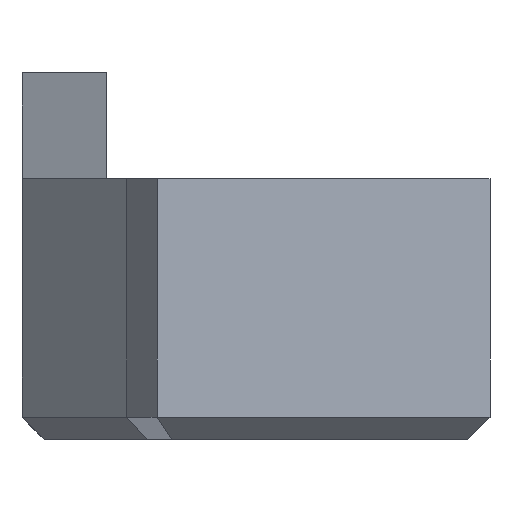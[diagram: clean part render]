
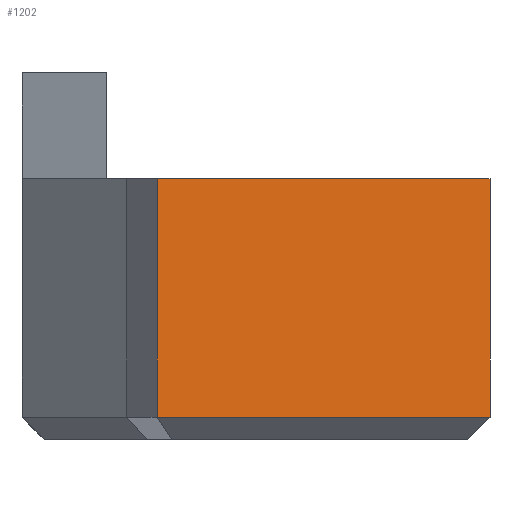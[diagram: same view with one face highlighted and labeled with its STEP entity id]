
A CAD part, left-side view. The second image highlights one B-rep face of the part: STEP entity #1202.
In plain terms, the highlighted planar face has unit normal (-0.73, -0.683, 0).
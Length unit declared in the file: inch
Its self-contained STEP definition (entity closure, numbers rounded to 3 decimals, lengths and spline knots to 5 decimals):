
#42=PLANE('',#1302);
#111=FACE_OUTER_BOUND('',#182,.T.);
#182=EDGE_LOOP('',(#942,#943,#944,#945));
#318=LINE('',#2361,#419);
#340=LINE('',#2865,#441);
#343=LINE('',#2871,#444);
#344=LINE('',#2872,#445);
#419=VECTOR('',#1458,0.3937);
#441=VECTOR('',#1510,0.3937);
#444=VECTOR('',#1515,39.37008);
#445=VECTOR('',#1516,39.37008);
#547=VERTEX_POINT('',#2358);
#548=VERTEX_POINT('',#2360);
#571=VERTEX_POINT('',#2864);
#573=VERTEX_POINT('',#2870);
#674=EDGE_CURVE('',#547,#548,#318,.T.);
#711=EDGE_CURVE('',#571,#548,#340,.T.);
#714=EDGE_CURVE('',#573,#547,#343,.T.);
#715=EDGE_CURVE('',#573,#571,#344,.T.);
#942=ORIENTED_EDGE('',*,*,#711,.T.);
#943=ORIENTED_EDGE('',*,*,#674,.F.);
#944=ORIENTED_EDGE('',*,*,#714,.F.);
#945=ORIENTED_EDGE('',*,*,#715,.T.);
#1202=ADVANCED_FACE('',(#111),#42,.T.);
#1302=AXIS2_PLACEMENT_3D('',#2869,#1513,#1514);
#1458=DIRECTION('',(0.684,-0.73,0.));
#1510=DIRECTION('',(0.,0.,1.));
#1513=DIRECTION('center_axis',(-0.73,-0.684,0.));
#1514=DIRECTION('ref_axis',(0.684,-0.73,0.));
#1515=DIRECTION('',(0.,0.,1.));
#1516=DIRECTION('',(0.684,-0.73,0.));
#2358=CARTESIAN_POINT('',(-4.91753,1.6212,2.74197));
#2360=CARTESIAN_POINT('',(-4.47442,1.148,2.74197));
#2361=CARTESIAN_POINT('',(-4.13013,0.78033,2.74197));
#2864=CARTESIAN_POINT('',(-4.47442,1.148,2.40297));
#2865=CARTESIAN_POINT('',(-4.47442,1.148,2.74197));
#2869=CARTESIAN_POINT('Origin',(-4.92154,1.62549,4.05299));
#2870=CARTESIAN_POINT('',(-4.91753,1.6212,2.40297));
#2871=CARTESIAN_POINT('',(-4.91753,1.6212,4.05299));
#2872=CARTESIAN_POINT('',(-4.47442,1.148,2.40297));
